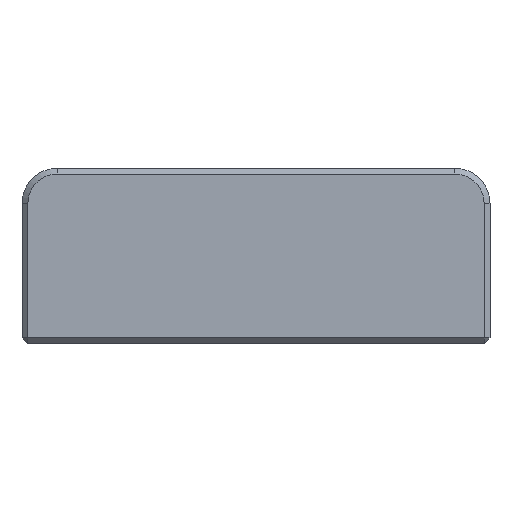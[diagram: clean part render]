
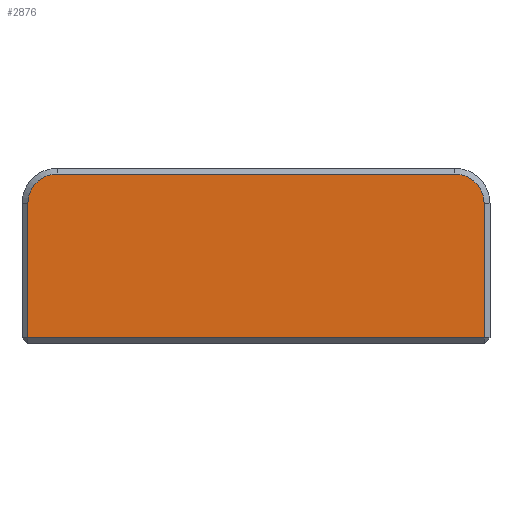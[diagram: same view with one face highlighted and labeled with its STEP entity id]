
A CAD part, front view. The second image highlights one B-rep face of the part: STEP entity #2876.
In plain terms, the highlighted planar face has unit normal (0, -1, 0).
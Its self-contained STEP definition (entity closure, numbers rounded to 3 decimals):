
#111=PLANE('',#3123);
#298=FACE_OUTER_BOUND('',#491,.T.);
#491=EDGE_LOOP('',(#2430,#2431,#2432,#2433,#2434,#2435));
#652=LINE('',#4253,#1006);
#800=LINE('',#4581,#1154);
#820=LINE('',#4620,#1174);
#823=LINE('',#4627,#1177);
#1006=VECTOR('',#3426,10.);
#1154=VECTOR('',#3702,10.);
#1174=VECTOR('',#3750,10.);
#1177=VECTOR('',#3759,10.);
#1309=CIRCLE('',#3039,2.5);
#1323=CIRCLE('',#3120,2.5);
#1388=VERTEX_POINT('',#4206);
#1394=VERTEX_POINT('',#4247);
#1395=VERTEX_POINT('',#4249);
#1508=VERTEX_POINT('',#4576);
#1513=VERTEX_POINT('',#4619);
#1514=VERTEX_POINT('',#4623);
#1649=EDGE_CURVE('',#1395,#1394,#1309,.T.);
#1651=EDGE_CURVE('',#1394,#1388,#652,.T.);
#1814=EDGE_CURVE('',#1508,#1388,#800,.T.);
#1834=EDGE_CURVE('',#1513,#1395,#820,.T.);
#1837=EDGE_CURVE('',#1513,#1514,#1323,.T.);
#1838=EDGE_CURVE('',#1514,#1508,#823,.T.);
#2430=ORIENTED_EDGE('',*,*,#1814,.F.);
#2431=ORIENTED_EDGE('',*,*,#1838,.F.);
#2432=ORIENTED_EDGE('',*,*,#1837,.F.);
#2433=ORIENTED_EDGE('',*,*,#1834,.T.);
#2434=ORIENTED_EDGE('',*,*,#1649,.T.);
#2435=ORIENTED_EDGE('',*,*,#1651,.T.);
#2876=ADVANCED_FACE('',(#298),#111,.T.);
#3039=AXIS2_PLACEMENT_3D('',#4250,#3421,#3422);
#3120=AXIS2_PLACEMENT_3D('',#4625,#3755,#3756);
#3123=AXIS2_PLACEMENT_3D('',#4630,#3763,#3764);
#3421=DIRECTION('center_axis',(0.,-1.,0.));
#3422=DIRECTION('ref_axis',(-0.707,0.,0.707));
#3426=DIRECTION('',(0.,0.,-1.));
#3702=DIRECTION('',(-1.,0.,0.));
#3750=DIRECTION('',(-1.,0.,0.));
#3755=DIRECTION('center_axis',(0.,1.,0.));
#3756=DIRECTION('ref_axis',(0.707,0.,0.707));
#3759=DIRECTION('',(0.,0.,-1.));
#3763=DIRECTION('center_axis',(0.,-1.,0.));
#3764=DIRECTION('ref_axis',(0.,0.,-1.));
#4206=CARTESIAN_POINT('',(-19.5,-25.,0.5));
#4247=CARTESIAN_POINT('',(-19.5,-25.,12.));
#4249=CARTESIAN_POINT('',(-17.,-25.,14.5));
#4250=CARTESIAN_POINT('Origin',(-17.,-25.,12.));
#4253=CARTESIAN_POINT('',(-19.5,-25.,11.25));
#4576=CARTESIAN_POINT('',(19.5,-25.,0.5));
#4581=CARTESIAN_POINT('',(0.,-25.,0.5));
#4619=CARTESIAN_POINT('',(17.,-25.,14.5));
#4620=CARTESIAN_POINT('',(0.,-25.,14.5));
#4623=CARTESIAN_POINT('',(19.5,-25.,12.));
#4625=CARTESIAN_POINT('Origin',(17.,-25.,12.));
#4627=CARTESIAN_POINT('',(19.5,-25.,11.25));
#4630=CARTESIAN_POINT('Origin',(0.,-25.,15.));
